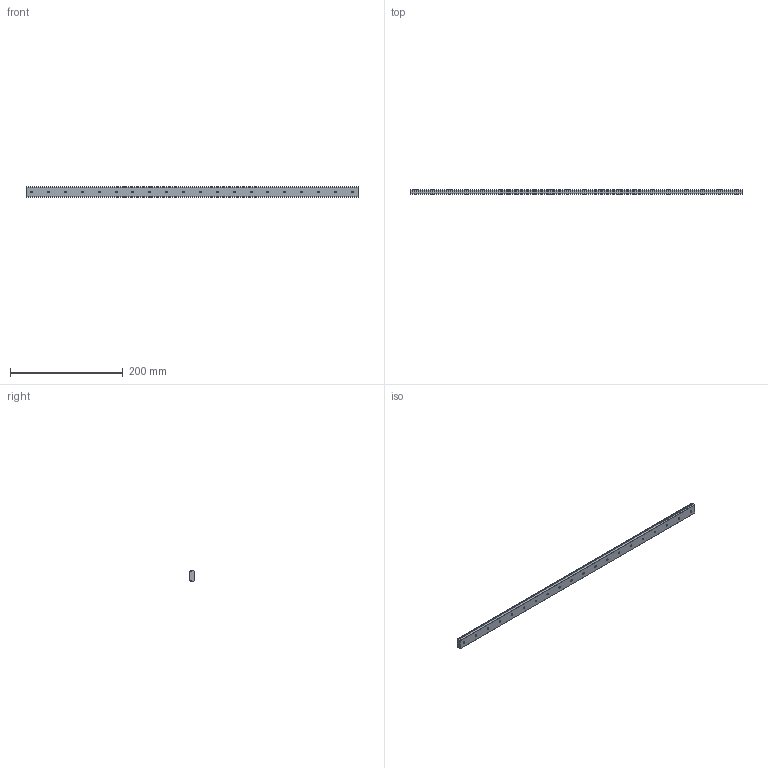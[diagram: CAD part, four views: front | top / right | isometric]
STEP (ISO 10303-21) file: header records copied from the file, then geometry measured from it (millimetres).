
FILE_DESCRIPTION (( 'STEP AP214' ), '1' );
FILE_NAME ('SRS9WSSS-590LM_G10_0_0_0_0_0_1.STEP', '2021-08-09T10:24:53', ( '' ), ( '' ), 'SwSTEP 2.0', 'SolidWorks 2021', '' );
FILE_SCHEMA (( 'AUTOMOTIVE_DESIGN' ));
Length unit declared in the file: millimetre
Products named in the file (2): SRS9WSSS-590LM_G10_0_0_0_0_0_1; _SRS9WS59010 Track
Assembly tree (1 placements, depth 2):
  SRS9WSSS-590LM_G10_0_0_0_0_0_1
    _SRS9WS59010 Track
Bounding box: 590 x 7.5 x 18 mm (x, y, z)
Volume: 75590.4 mm3; surface area: 32371.6 mm2
Topology: 1 solids, 1 shells, 119 faces, 291 edges, 194 vertices
Faces by surface type: cylinder 87, plane 32
Entity records: 3745 total; most frequent: DIRECTION 711, CARTESIAN_POINT 608, ORIENTED_EDGE 582, AXIS2_PLACEMENT_3D 297, EDGE_CURVE 291, VERTEX_POINT 194, EDGE_LOOP 179, CIRCLE 174
